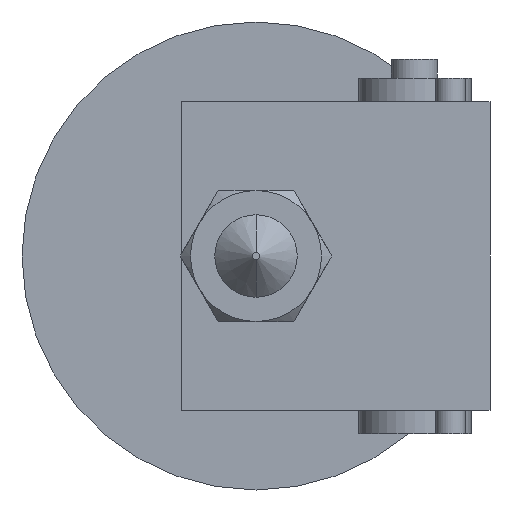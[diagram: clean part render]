
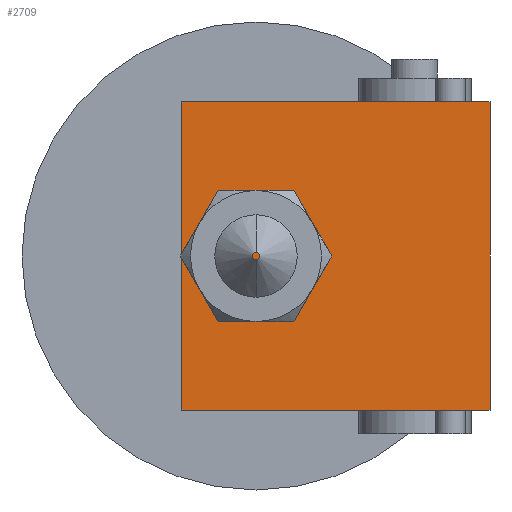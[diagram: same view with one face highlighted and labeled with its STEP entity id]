
A CAD part, front view. The second image highlights one B-rep face of the part: STEP entity #2709.
In plain terms, the highlighted planar face has unit normal (0, -1, 0).
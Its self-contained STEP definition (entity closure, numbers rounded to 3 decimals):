
#42 = LINE ( 'NONE', #3026, #3632 ) ;
#51 = EDGE_CURVE ( 'NONE', #2751, #300, #42, .T. ) ;
#116 = VECTOR ( 'NONE', #974, 1000. ) ;
#202 = EDGE_CURVE ( 'NONE', #300, #2912, #518, .T. ) ;
#300 = VERTEX_POINT ( 'NONE', #1959 ) ;
#518 = LINE ( 'NONE', #1640, #2002 ) ;
#533 = DIRECTION ( 'NONE',  ( 0., 1., 0. ) ) ;
#553 = EDGE_CURVE ( 'NONE', #2912, #819, #3675, .T. ) ;
#819 = VERTEX_POINT ( 'NONE', #1361 ) ;
#843 = AXIS2_PLACEMENT_3D ( 'NONE', #1703, #533, #1130 ) ;
#974 = DIRECTION ( 'NONE',  ( 0., 0., 1. ) ) ;
#1130 = DIRECTION ( 'NONE',  ( 0., 0., 1. ) ) ;
#1191 = CARTESIAN_POINT ( 'NONE',  ( 12.5, -15., 8.25 ) ) ;
#1361 = CARTESIAN_POINT ( 'NONE',  ( -4., -15., 8.25 ) ) ;
#1449 = ORIENTED_EDGE ( 'NONE', *, *, #553, .F. ) ;
#1477 = VECTOR ( 'NONE', #2152, 1000. ) ;
#1525 = CARTESIAN_POINT ( 'NONE',  ( -4., -15., -8.25 ) ) ;
#1640 = CARTESIAN_POINT ( 'NONE',  ( -4., -15., -8.25 ) ) ;
#1703 = CARTESIAN_POINT ( 'NONE',  ( 0., -15., 0. ) ) ;
#1852 = CARTESIAN_POINT ( 'NONE',  ( -4., -15., 8.25 ) ) ;
#1959 = CARTESIAN_POINT ( 'NONE',  ( 12.5, -15., -8.25 ) ) ;
#2002 = VECTOR ( 'NONE', #2801, 1000. ) ;
#2152 = DIRECTION ( 'NONE',  ( 1., 0., 0. ) ) ;
#2704 = ORIENTED_EDGE ( 'NONE', *, *, #3584, .F. ) ;
#2709 = ADVANCED_FACE ( 'NONE', ( #3659 ), #3677, .F. ) ;
#2750 = EDGE_LOOP ( 'NONE', ( #2704, #1449, #3152, #3218 ) ) ;
#2751 = VERTEX_POINT ( 'NONE', #1191 ) ;
#2801 = DIRECTION ( 'NONE',  ( -1., 0., 0. ) ) ;
#2912 = VERTEX_POINT ( 'NONE', #3256 ) ;
#3026 = CARTESIAN_POINT ( 'NONE',  ( 12.5, -15., -8.25 ) ) ;
#3152 = ORIENTED_EDGE ( 'NONE', *, *, #202, .F. ) ;
#3218 = ORIENTED_EDGE ( 'NONE', *, *, #51, .F. ) ;
#3256 = CARTESIAN_POINT ( 'NONE',  ( -4., -15., -8.25 ) ) ;
#3538 = LINE ( 'NONE', #1852, #1477 ) ;
#3584 = EDGE_CURVE ( 'NONE', #819, #2751, #3538, .T. ) ;
#3593 = DIRECTION ( 'NONE',  ( 0., 0., -1. ) ) ;
#3632 = VECTOR ( 'NONE', #3593, 1000. ) ;
#3659 = FACE_OUTER_BOUND ( 'NONE', #2750, .T. ) ;
#3675 = LINE ( 'NONE', #1525, #116 ) ;
#3677 = PLANE ( 'NONE',  #843 ) ;
